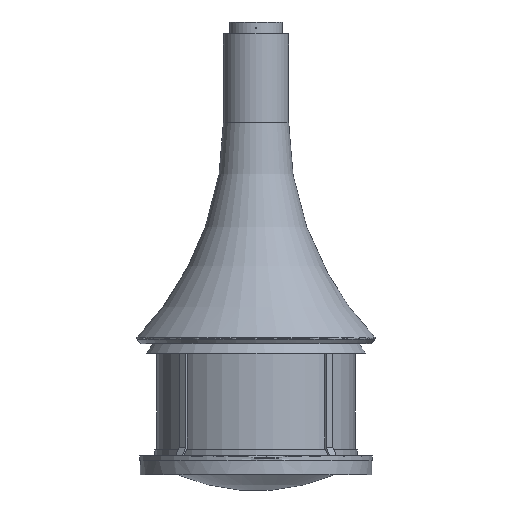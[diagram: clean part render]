
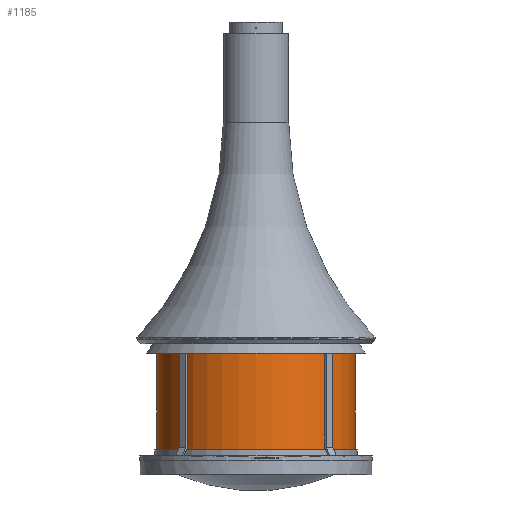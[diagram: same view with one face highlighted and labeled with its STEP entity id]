
A CAD part, front view. The second image highlights one B-rep face of the part: STEP entity #1185.
In plain terms, the highlighted cylindrical face has radius 416 mm (diameter 832 mm), a partial arc.
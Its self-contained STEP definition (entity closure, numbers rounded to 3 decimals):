
#1185=ADVANCED_FACE('',(#2432),#2433,.T.);
#2432=FACE_OUTER_BOUND('',#4154,.T.);
#2433=CYLINDRICAL_SURFACE('',#4155,416.0);
#4154=EDGE_LOOP('',(#5880,#5881,#5882,#5883));
#4155=AXIS2_PLACEMENT_3D('',#5884,#5885,#5886);
#5880=ORIENTED_EDGE('',*,*,#10746,.T.);
#5881=ORIENTED_EDGE('',*,*,#10756,.F.);
#5882=ORIENTED_EDGE('',*,*,#10753,.F.);
#5883=ORIENTED_EDGE('',*,*,#10760,.T.);
#5884=CARTESIAN_POINT('',(0.,0.,892.0));
#5885=DIRECTION('',(0.0,0.0,-1.0));
#5886=DIRECTION('',(1.0,0.0,0.0));
#10746=EDGE_CURVE('',#12621,#12618,#12622,.T.);
#10753=EDGE_CURVE('',#12632,#12627,#12634,.T.);
#10756=EDGE_CURVE('',#12627,#12618,#12637,.T.);
#10760=EDGE_CURVE('',#12632,#12621,#12641,.T.);
#12618=VERTEX_POINT('',#15401);
#12621=VERTEX_POINT('',#15405);
#12622=CIRCLE('',#15406,416.0);
#12627=VERTEX_POINT('',#15412);
#12632=VERTEX_POINT('',#15418);
#12634=CIRCLE('',#15421,416.0);
#12637=LINE('',#15425,#15426);
#12641=LINE('',#15431,#15432);
#15401=CARTESIAN_POINT('',(363.387,202.5,452.));
#15405=CARTESIAN_POINT('',(-363.387,202.5,452.));
#15406=AXIS2_PLACEMENT_3D('',#21848,#21849,#21850);
#15412=CARTESIAN_POINT('',(363.387,202.5,892.0));
#15418=CARTESIAN_POINT('',(-363.387,202.5,892.0));
#15421=AXIS2_PLACEMENT_3D('',#21860,#21861,#21862);
#15425=CARTESIAN_POINT('',(363.387,202.5,892.0));
#15426=VECTOR('',#21864,1.0);
#15431=CARTESIAN_POINT('',(-363.387,202.5,892.0));
#15432=VECTOR('',#21866,1.0);
#21848=CARTESIAN_POINT('',(0.,0.,452.));
#21849=DIRECTION('',(0.0,0.0,1.0));
#21850=DIRECTION('',(1.0,0.0,0.0));
#21860=CARTESIAN_POINT('',(0.,0.,892.0));
#21861=DIRECTION('',(0.0,0.0,1.0));
#21862=DIRECTION('',(1.0,0.0,0.0));
#21864=DIRECTION('',(0.0,0.0,-1.0));
#21866=DIRECTION('',(0.0,0.0,-1.0));
